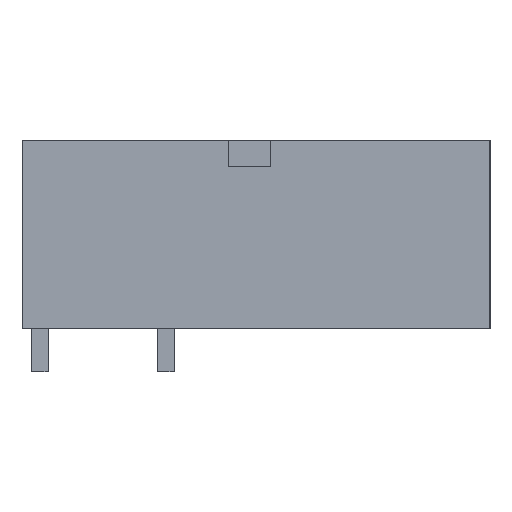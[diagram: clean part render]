
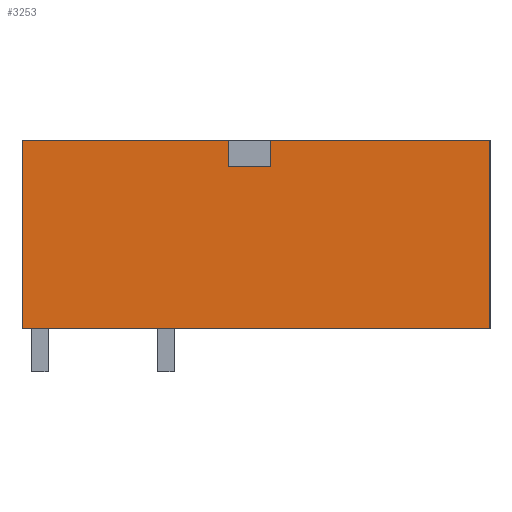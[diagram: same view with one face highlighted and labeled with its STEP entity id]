
A CAD part, left-side view. The second image highlights one B-rep face of the part: STEP entity #3253.
In plain terms, the highlighted planar face has unit normal (-1, 0, 0).
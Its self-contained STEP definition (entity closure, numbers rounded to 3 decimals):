
#3217=AXIS2_PLACEMENT_3D('Plane Axis2P3D',#3214,#3215,#3216) ;
#779=CARTESIAN_POINT('Vertex',(0.,28.3,14.)) ;
#782=CARTESIAN_POINT('Line Origine',(0.,22.05,14.)) ;
#786=CARTESIAN_POINT('Vertex',(0.,15.8,14.)) ;
#821=CARTESIAN_POINT('Vertex',(0.,13.3,14.)) ;
#824=CARTESIAN_POINT('Line Origine',(0.,6.65,14.)) ;
#828=CARTESIAN_POINT('Vertex',(0.,0.,14.)) ;
#1951=CARTESIAN_POINT('Vertex',(0.,0.,2.6)) ;
#1954=CARTESIAN_POINT('Line Origine',(0.,14.15,2.6)) ;
#1958=CARTESIAN_POINT('Vertex',(0.,28.3,2.6)) ;
#3197=CARTESIAN_POINT('Line Origine',(0.,28.3,8.3)) ;
#3214=CARTESIAN_POINT('Axis2P3D Location',(0.,15.8,2.7)) ;
#3219=CARTESIAN_POINT('Line Origine',(0.,13.3,13.2)) ;
#3223=CARTESIAN_POINT('Vertex',(0.,13.3,12.4)) ;
#3226=CARTESIAN_POINT('Line Origine',(0.,14.55,12.4)) ;
#3230=CARTESIAN_POINT('Vertex',(0.,15.8,12.4)) ;
#3233=CARTESIAN_POINT('Line Origine',(0.,15.8,13.2)) ;
#3238=CARTESIAN_POINT('Line Origine',(0.,0.,8.3)) ;
#783=DIRECTION('Vector Direction',(0.,1.,0.)) ;
#825=DIRECTION('Vector Direction',(0.,1.,0.)) ;
#1955=DIRECTION('Vector Direction',(0.,-1.,0.)) ;
#3198=DIRECTION('Vector Direction',(0.,0.,-1.)) ;
#3215=DIRECTION('Axis2P3D Direction',(1.,0.,0.)) ;
#3216=DIRECTION('Axis2P3D XDirection',(0.,0.,1.)) ;
#3220=DIRECTION('Vector Direction',(0.,0.,-1.)) ;
#3227=DIRECTION('Vector Direction',(0.,-1.,0.)) ;
#3234=DIRECTION('Vector Direction',(0.,0.,-1.)) ;
#3239=DIRECTION('Vector Direction',(0.,0.,1.)) ;
#784=VECTOR('Line Direction',#783,1.) ;
#826=VECTOR('Line Direction',#825,1.) ;
#1956=VECTOR('Line Direction',#1955,1.) ;
#3199=VECTOR('Line Direction',#3198,1.) ;
#3221=VECTOR('Line Direction',#3220,1.) ;
#3228=VECTOR('Line Direction',#3227,1.) ;
#3235=VECTOR('Line Direction',#3234,1.) ;
#3240=VECTOR('Line Direction',#3239,1.) ;
#3244=ORIENTED_EDGE('',*,*,#3225,.T.) ;
#3245=ORIENTED_EDGE('',*,*,#3232,.F.) ;
#3246=ORIENTED_EDGE('',*,*,#3237,.F.) ;
#3247=ORIENTED_EDGE('',*,*,#788,.T.) ;
#3248=ORIENTED_EDGE('',*,*,#3201,.T.) ;
#3249=ORIENTED_EDGE('',*,*,#1960,.T.) ;
#3250=ORIENTED_EDGE('',*,*,#3242,.T.) ;
#3251=ORIENTED_EDGE('',*,*,#830,.T.) ;
#3253=ADVANCED_FACE('main body',(#3252),#3218,.F.) ;
#788=EDGE_CURVE('',#787,#780,#785,.T.) ;
#830=EDGE_CURVE('',#829,#822,#827,.T.) ;
#1960=EDGE_CURVE('',#1959,#1952,#1957,.T.) ;
#3201=EDGE_CURVE('',#780,#1959,#3200,.T.) ;
#3225=EDGE_CURVE('',#822,#3224,#3222,.T.) ;
#3232=EDGE_CURVE('',#3231,#3224,#3229,.T.) ;
#3237=EDGE_CURVE('',#787,#3231,#3236,.T.) ;
#3242=EDGE_CURVE('',#1952,#829,#3241,.T.) ;
#3243=EDGE_LOOP('',(#3244,#3245,#3246,#3247,#3248,#3249,#3250,#3251)) ;
#3252=FACE_OUTER_BOUND('',#3243,.T.) ;
#785=LINE('Line',#782,#784) ;
#827=LINE('Line',#824,#826) ;
#1957=LINE('Line',#1954,#1956) ;
#3200=LINE('Line',#3197,#3199) ;
#3222=LINE('Line',#3219,#3221) ;
#3229=LINE('Line',#3226,#3228) ;
#3236=LINE('Line',#3233,#3235) ;
#3241=LINE('Line',#3238,#3240) ;
#3218=PLANE('',#3217) ;
#780=VERTEX_POINT('',#779) ;
#787=VERTEX_POINT('',#786) ;
#822=VERTEX_POINT('',#821) ;
#829=VERTEX_POINT('',#828) ;
#1952=VERTEX_POINT('',#1951) ;
#1959=VERTEX_POINT('',#1958) ;
#3224=VERTEX_POINT('',#3223) ;
#3231=VERTEX_POINT('',#3230) ;
